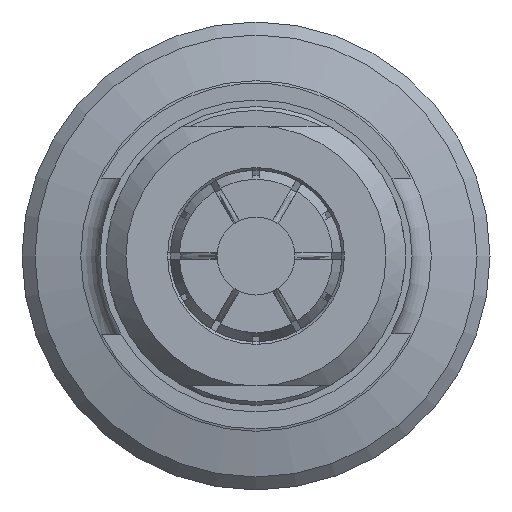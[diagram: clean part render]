
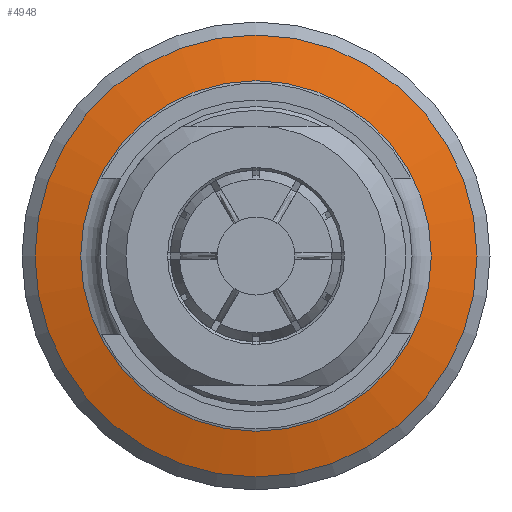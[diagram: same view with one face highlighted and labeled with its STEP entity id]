
A CAD part, left-side view. The second image highlights one B-rep face of the part: STEP entity #4948.
In plain terms, the highlighted conical face has half-angle 75 degrees and reference radius 14.5 mm.
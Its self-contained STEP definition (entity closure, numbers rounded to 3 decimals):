
#473=LINE('',#8756,#705);
#705=VECTOR('',#6835,14.5);
#802=CONICAL_SURFACE('',#5523,14.5,1.309);
#1045=FACE_OUTER_BOUND('',#1307,.T.);
#1307=EDGE_LOOP('',(#4241,#4242,#4243,#4244,#4245,#4246,#4247));
#1634=CIRCLE('',#5521,17.);
#1635=CIRCLE('',#5522,17.);
#1636=CIRCLE('',#5524,13.482);
#1637=CIRCLE('',#5525,13.482);
#1638=CIRCLE('',#5526,13.482);
#2108=VERTEX_POINT('',#8749);
#2109=VERTEX_POINT('',#8751);
#2110=VERTEX_POINT('',#8755);
#2111=VERTEX_POINT('',#8757);
#2112=VERTEX_POINT('',#8759);
#2831=EDGE_CURVE('',#2108,#2109,#1634,.T.);
#2832=EDGE_CURVE('',#2109,#2108,#1635,.T.);
#2833=EDGE_CURVE('',#2108,#2110,#473,.T.);
#2834=EDGE_CURVE('',#2111,#2110,#1636,.T.);
#2835=EDGE_CURVE('',#2112,#2111,#1637,.T.);
#2836=EDGE_CURVE('',#2110,#2112,#1638,.T.);
#4241=ORIENTED_EDGE('',*,*,#2832,.F.);
#4242=ORIENTED_EDGE('',*,*,#2831,.F.);
#4243=ORIENTED_EDGE('',*,*,#2833,.T.);
#4244=ORIENTED_EDGE('',*,*,#2834,.F.);
#4245=ORIENTED_EDGE('',*,*,#2835,.F.);
#4246=ORIENTED_EDGE('',*,*,#2836,.F.);
#4247=ORIENTED_EDGE('',*,*,#2833,.F.);
#4948=ADVANCED_FACE('',(#1045),#802,.T.);
#5521=AXIS2_PLACEMENT_3D('',#8752,#6829,#6830);
#5522=AXIS2_PLACEMENT_3D('',#8753,#6831,#6832);
#5523=AXIS2_PLACEMENT_3D('',#8754,#6833,#6834);
#5524=AXIS2_PLACEMENT_3D('',#8758,#6836,#6837);
#5525=AXIS2_PLACEMENT_3D('',#8760,#6838,#6839);
#5526=AXIS2_PLACEMENT_3D('',#8761,#6840,#6841);
#6829=DIRECTION('center_axis',(1.,0.,0.));
#6830=DIRECTION('ref_axis',(0.,-1.,0.));
#6831=DIRECTION('center_axis',(1.,0.,0.));
#6832=DIRECTION('ref_axis',(0.,-1.,0.));
#6833=DIRECTION('center_axis',(1.,0.,0.));
#6834=DIRECTION('ref_axis',(0.,-1.,0.));
#6835=DIRECTION('',(-0.259,-0.966,0.));
#6836=DIRECTION('center_axis',(-1.,0.,0.));
#6837=DIRECTION('ref_axis',(0.,1.,0.));
#6838=DIRECTION('center_axis',(-1.,0.,0.));
#6839=DIRECTION('ref_axis',(0.,1.,0.));
#6840=DIRECTION('center_axis',(-1.,0.,0.));
#6841=DIRECTION('ref_axis',(0.,1.,0.));
#8749=CARTESIAN_POINT('',(-2.,17.,0.));
#8751=CARTESIAN_POINT('',(-2.,-17.,0.));
#8752=CARTESIAN_POINT('Origin',(-2.,0.,0.));
#8753=CARTESIAN_POINT('Origin',(-2.,0.,0.));
#8754=CARTESIAN_POINT('Origin',(-2.67,0.,
0.));
#8755=CARTESIAN_POINT('',(-2.943,13.482,0.));
#8756=CARTESIAN_POINT('',(-2.67,14.5,0.));
#8757=CARTESIAN_POINT('',(-2.943,-13.482,0.));
#8758=CARTESIAN_POINT('Origin',(-2.943,0.,0.));
#8759=CARTESIAN_POINT('',(-2.943,0.,-13.482));
#8760=CARTESIAN_POINT('Origin',(-2.943,0.,0.));
#8761=CARTESIAN_POINT('Origin',(-2.943,0.,0.));
